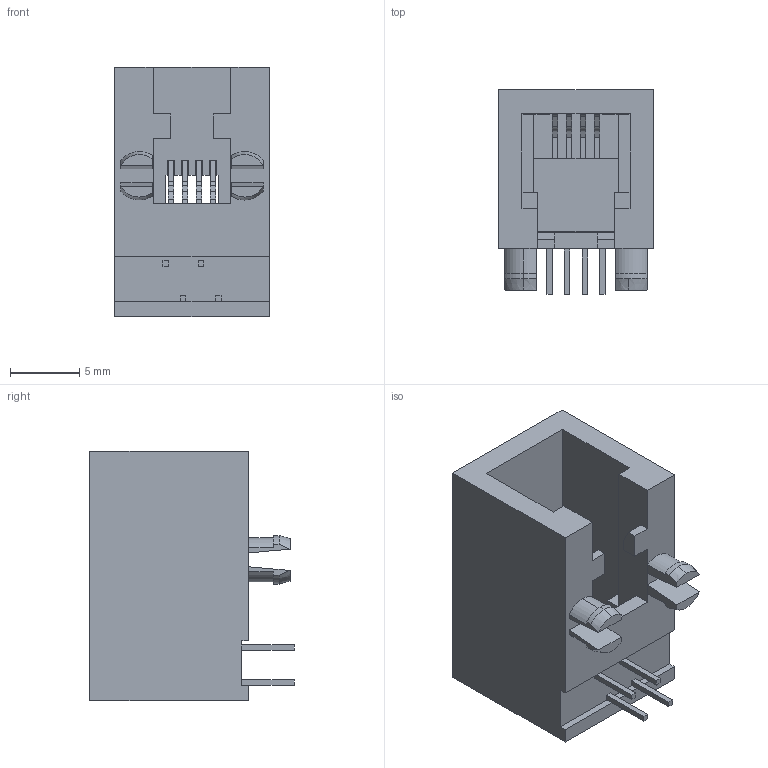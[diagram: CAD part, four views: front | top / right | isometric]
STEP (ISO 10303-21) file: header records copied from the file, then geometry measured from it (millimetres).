
FILE_DESCRIPTION (( 'STEP AP214' ), '1' );
FILE_NAME ('User Library-955012441.STEP', '2019-05-05T22:18:15', ( '' ), ( '' ), 'SwSTEP 2.0', 'SolidWorks 2019', '' );
FILE_SCHEMA (( 'AUTOMOTIVE_DESIGN' ));
Length unit declared in the file: millimetre
Products named in the file (1): User Library-955012441
Bounding box: 11.18 x 14.8 x 18.1 mm (x, y, z)
Volume: 1145.8 mm3; surface area: 1850.8 mm2
Topology: 1 solids, 1 shells, 273 faces, 785 edges, 513 vertices
Faces by surface type: plane 217, cylinder 50, cone 6
Entity records: 11895 total; most frequent: CARTESIAN_POINT 1608, ORIENTED_EDGE 1570, DIRECTION 1428, EDGE_CURVE 785, LINE 666, VECTOR 666, VERTEX_POINT 513, AXIS2_PLACEMENT_3D 381
